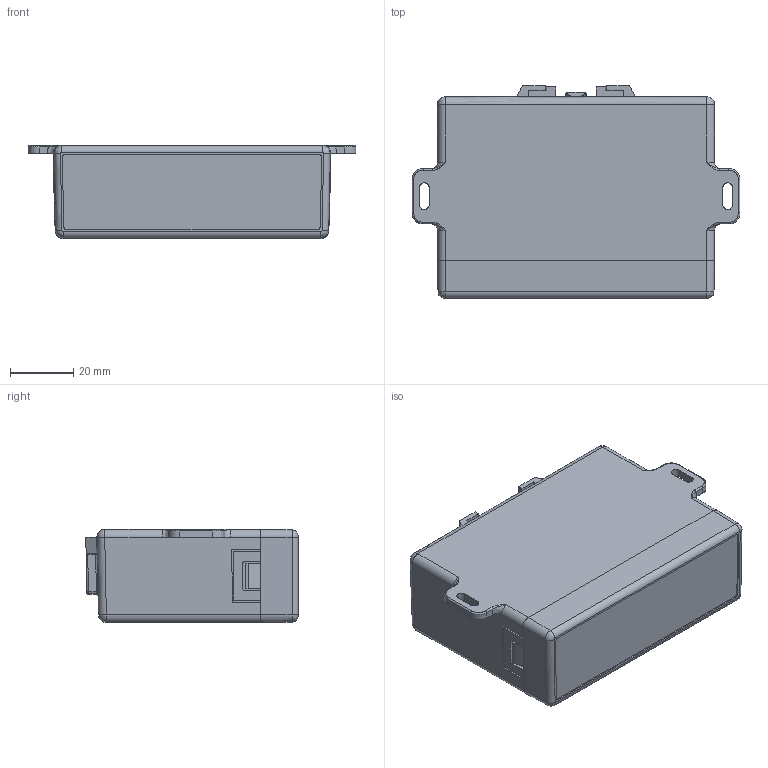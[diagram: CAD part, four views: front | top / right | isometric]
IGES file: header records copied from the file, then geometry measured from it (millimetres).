
Start section: SolidWorks IGES file using analytic representation for surfaces
Global section: file name: KM-127.IGS; native system: SolidWorks 2013; preprocessor: SolidWorks 2013; author: Asus; date: 220223.091241; units: millimetre
Bounding box: 103.8 x 67.25 x 29.5 mm (x, y, z)
Surface area: 46058 mm2 (no closed solid volume)
Topology: 0 solids, 0 shells, 298 faces, 2543 edges, 2537 vertices
Faces by surface type: bspline 207, revolution 91
